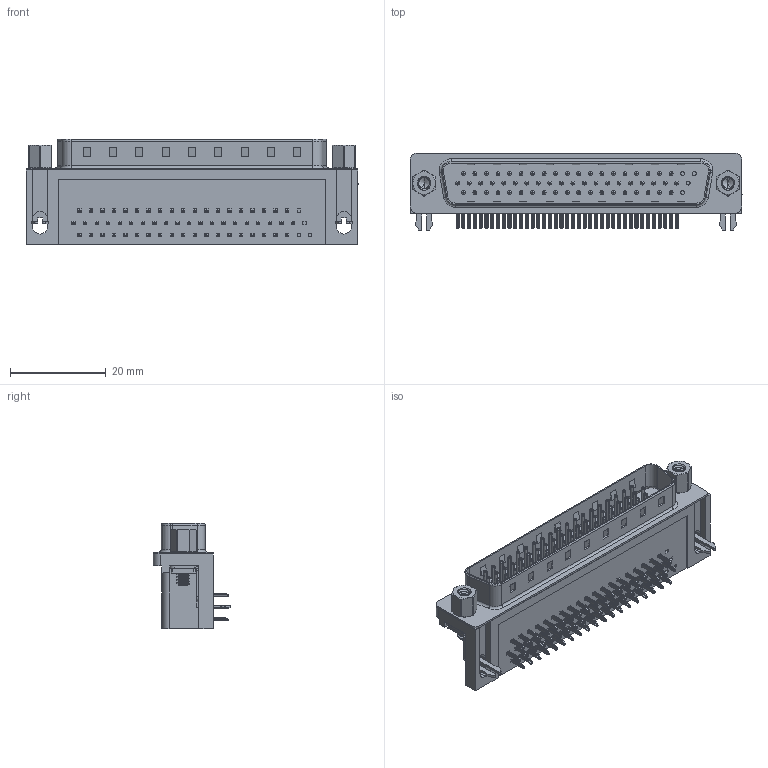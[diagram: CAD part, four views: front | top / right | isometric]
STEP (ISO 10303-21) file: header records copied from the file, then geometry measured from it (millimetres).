
FILE_DESCRIPTION (( 'STEP AP203' ), '1' );
FILE_NAME ('MHHDR-62MNS-B1.STEP', '2025-11-28T19:22:09', ( '' ), ( '' ), 'SwSTEP 2.0', 'SolidWorks 2023', '' );
FILE_SCHEMA (( 'CONFIG_CONTROL_DESIGN' ));
Length unit declared in the file: millimetre
Products named in the file (9): MHHDR 4-40 Threaded Rivet; MHHDR Housing_62 Contact; MHHDR Shell_62 Contact; MHHDR 2 Prong Board Lock; MHHDR Contact Top; MHHDR 4-40 Hex Standoff; MHHDR Contact Middle; MHHDR-62MNS-B1; MHHDR Contact Bottom
Assembly tree (66 placements, depth 2):
  MHHDR-62MNS-B1
    MHHDR Housing_62 Contact
    MHHDR Shell_62 Contact
    MHHDR Contact Bottom  x19
    MHHDR Contact Middle  x20
    MHHDR Contact Top  x19
    MHHDR 2 Prong Board Lock  x2
    MHHDR 4-40 Threaded Rivet  x2
    MHHDR 4-40 Hex Standoff  x2
Bounding box: 69.4 x 16.25 x 22 mm (x, y, z)
Volume: 11171.3 mm3; surface area: 13528.3 mm2
Topology: 66 solids, 66 shells, 4984 faces, 12322 edges, 7601 vertices
Faces by surface type: plane 3099, cylinder 1458, torus 379, cone 30, bspline 18
Entity records: 41222 total; most frequent: CARTESIAN_POINT 11076, DIRECTION 5760, ORIENTED_EDGE 5630, EDGE_CURVE 2815, VECTOR 1976, LINE 1976, AXIS2_PLACEMENT_3D 1892, VERTEX_POINT 1821
